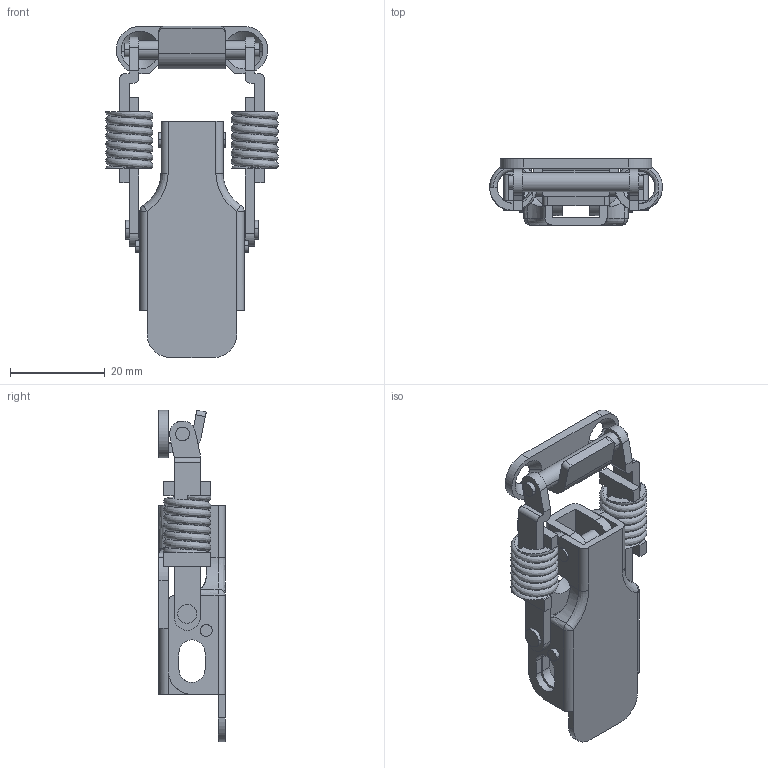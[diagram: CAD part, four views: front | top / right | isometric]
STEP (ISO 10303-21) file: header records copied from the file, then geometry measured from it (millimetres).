
FILE_DESCRIPTION((''),'2;1');
FILE_NAME('','2005-07-15T13:58:42',(''),(''),'','CADfix','');
FILE_SCHEMA(('AUTOMOTIVE_DESIGN'));
Length unit declared in the file: millimetre
Products named in the file (11): shaft_C; spring; arm_A; shaft_B; shaft_A; lever; keeper; base; arm_C; arm_B; TL_11J_2_11381_36
Assembly tree (12 placements, depth 2):
  TL_11J_2_11381_36
    shaft_C
    spring  x2
    arm_A  x2
    shaft_B
    shaft_A
    lever
    keeper
    base
    arm_C
    arm_B
Bounding box: 36.5 x 14 x 70 mm (x, y, z)
Volume: 7517.7 mm3; surface area: 11565.4 mm2
Topology: 12 solids, 12 shells, 260 faces, 764 edges, 530 vertices
Faces by surface type: bspline 260
Entity records: 11095 total; most frequent: CARTESIAN_POINT 6775, ORIENTED_EDGE 1436, EDGE_CURVE 718, VERTEX_POINT 499, QUASI_UNIFORM_CURVE 385, EDGE_LOOP 281, FACE_OUTER_BOUND 243, ADVANCED_FACE 243
